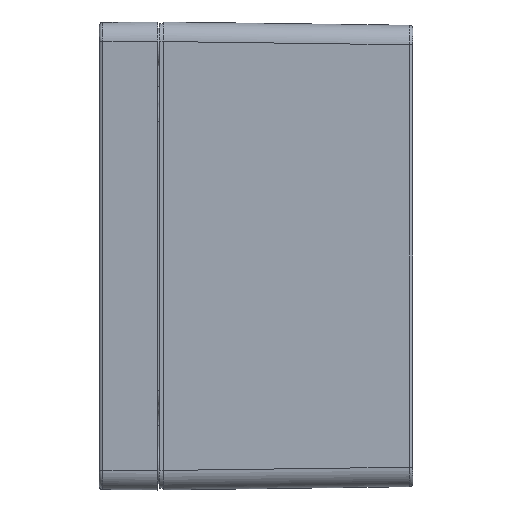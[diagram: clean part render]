
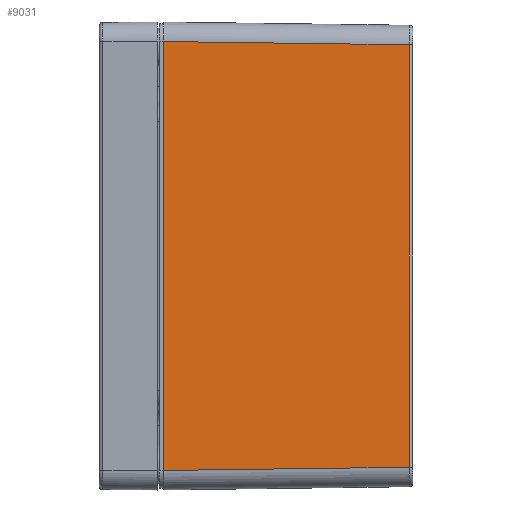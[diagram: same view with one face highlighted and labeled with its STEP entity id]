
A CAD part, left-side view. The second image highlights one B-rep face of the part: STEP entity #9031.
In plain terms, the highlighted planar face has unit normal (-1, -0.013, 0).
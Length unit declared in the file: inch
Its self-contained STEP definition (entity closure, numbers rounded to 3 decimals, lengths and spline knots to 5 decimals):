
#218 = VECTOR ( 'NONE', #72974, 39.37008 ) ;
#250 = EDGE_CURVE ( 'NONE', #25022, #21763, #64036, .T. ) ;
#583 = EDGE_LOOP ( 'NONE', ( #27733, #64065, #46084, #14561 ) ) ;
#2077 = AXIS2_PLACEMENT_3D ( 'NONE', #23853, #71637, #17152 ) ;
#5153 = LINE ( 'NONE', #37424, #218 ) ;
#9031 = ADVANCED_FACE ( 'NONE', ( #71249 ), #60204, .T. ) ;
#12062 = VECTOR ( 'NONE', #67190, 39.37008 ) ;
#14561 = ORIENTED_EDGE ( 'NONE', *, *, #74541, .F. ) ;
#17152 = DIRECTION ( 'NONE',  ( -0.013, 1., 0. ) ) ;
#21763 = VERTEX_POINT ( 'NONE', #45039 ) ;
#23853 = CARTESIAN_POINT ( 'NONE',  ( -0.50095, 0., -0.47743 ) ) ;
#24465 = VERTEX_POINT ( 'NONE', #48318 ) ;
#25022 = VERTEX_POINT ( 'NONE', #63340 ) ;
#27281 = CARTESIAN_POINT ( 'NONE',  ( -0.50043, -0.03937, -0.28008 ) ) ;
#27733 = ORIENTED_EDGE ( 'NONE', *, *, #250, .F. ) ;
#28006 = DIRECTION ( 'NONE',  ( -0.013, 1., 0.013 ) ) ;
#32762 = CARTESIAN_POINT ( 'NONE',  ( -0.46795, -2.5202, 4.01716 ) ) ;
#32775 = VECTOR ( 'NONE', #28006, 39.37008 ) ;
#33114 = VECTOR ( 'NONE', #76686, 39.37008 ) ;
#33519 = LINE ( 'NONE', #32762, #32775 ) ;
#37424 = CARTESIAN_POINT ( 'NONE',  ( -0.50043, -0.03937, -0.47743 ) ) ;
#40243 = VERTEX_POINT ( 'NONE', #27281 ) ;
#45039 = CARTESIAN_POINT ( 'NONE',  ( -0.46795, -2.5202, -0.2476 ) ) ;
#45452 = CARTESIAN_POINT ( 'NONE',  ( -0.46795, -2.5202, 0.70368 ) ) ;
#46084 = ORIENTED_EDGE ( 'NONE', *, *, #71400, .T. ) ;
#48318 = CARTESIAN_POINT ( 'NONE',  ( -0.50043, -0.03937, 4.04963 ) ) ;
#53848 = EDGE_CURVE ( 'NONE', #25022, #24465, #33519, .T. ) ;
#56456 = CARTESIAN_POINT ( 'NONE',  ( -0.50057, -0.02834, -0.28022 ) ) ;
#60204 = PLANE ( 'NONE',  #2077 ) ;
#63340 = CARTESIAN_POINT ( 'NONE',  ( -0.46795, -2.5202, 4.01716 ) ) ;
#64036 = LINE ( 'NONE', #45452, #33114 ) ;
#64065 = ORIENTED_EDGE ( 'NONE', *, *, #53848, .T. ) ;
#67190 = DIRECTION ( 'NONE',  ( -0.013, 1., -0.013 ) ) ;
#67550 = LINE ( 'NONE', #56456, #12062 ) ;
#71249 = FACE_OUTER_BOUND ( 'NONE', #583, .T. ) ;
#71400 = EDGE_CURVE ( 'NONE', #24465, #40243, #5153, .T. ) ;
#71637 = DIRECTION ( 'NONE',  ( -1., -0.013, 0. ) ) ;
#72974 = DIRECTION ( 'NONE',  ( 0., 0., -1. ) ) ;
#74541 = EDGE_CURVE ( 'NONE', #21763, #40243, #67550, .T. ) ;
#76686 = DIRECTION ( 'NONE',  ( 0., 0., -1. ) ) ;
